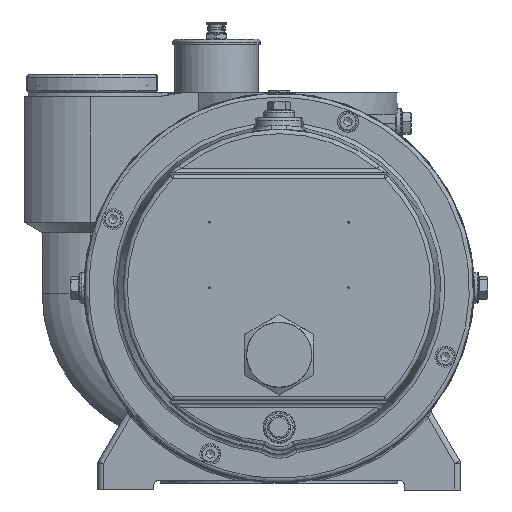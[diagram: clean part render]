
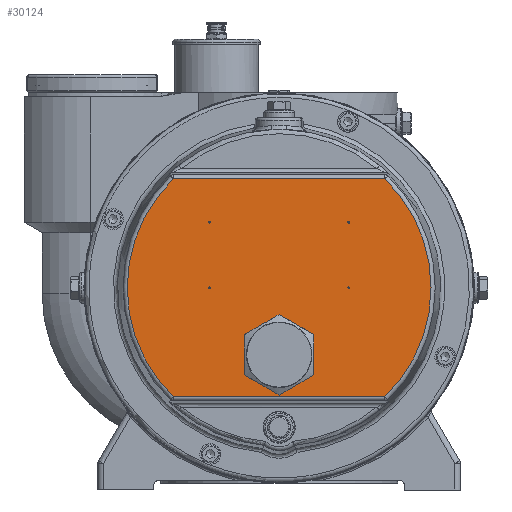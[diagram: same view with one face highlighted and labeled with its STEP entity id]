
A CAD part, front view. The second image highlights one B-rep face of the part: STEP entity #30124.
In plain terms, the highlighted planar face has unit normal (0, -1, 0).
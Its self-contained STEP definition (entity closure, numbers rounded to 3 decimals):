
#29293=CARTESIAN_POINT('',(0.,-264.,-24.));
#29294=VERTEX_POINT('',#29293);
#29295=CARTESIAN_POINT('',(0.,-264.,-48.));
#29296=DIRECTION('',(0.0,1.0,0.0));
#29297=DIRECTION('',(0.0,0.0,1.0));
#29298=AXIS2_PLACEMENT_3D('',#29295,#29296,#29297);
#29299=CIRCLE('',#29298,24.);
#29300=EDGE_CURVE('',#29294,#29294,#29299,.T.);
#29331=CARTESIAN_POINT('',(50.,-264.,47.7));
#29332=VERTEX_POINT('',#29331);
#29333=CARTESIAN_POINT('',(50.,-264.,47.));
#29334=DIRECTION('',(0.0,1.0,0.0));
#29335=DIRECTION('',(0.0,0.0,1.0));
#29336=AXIS2_PLACEMENT_3D('',#29333,#29334,#29335);
#29337=CIRCLE('',#29336,0.7);
#29338=EDGE_CURVE('',#29332,#29332,#29337,.T.);
#29410=CARTESIAN_POINT('',(-50.,-264.,0.7));
#29411=VERTEX_POINT('',#29410);
#29412=CARTESIAN_POINT('',(-50.,-264.,0.));
#29413=DIRECTION('',(0.0,1.0,0.0));
#29414=DIRECTION('',(0.0,0.0,1.0));
#29415=AXIS2_PLACEMENT_3D('',#29412,#29413,#29414);
#29416=CIRCLE('',#29415,0.7);
#29417=EDGE_CURVE('',#29411,#29411,#29416,.T.);
#29489=CARTESIAN_POINT('',(-50.,-264.,47.7));
#29490=VERTEX_POINT('',#29489);
#29491=CARTESIAN_POINT('',(-50.,-264.,47.));
#29492=DIRECTION('',(0.0,1.0,0.0));
#29493=DIRECTION('',(0.0,0.0,1.0));
#29494=AXIS2_PLACEMENT_3D('',#29491,#29492,#29493);
#29495=CIRCLE('',#29494,0.7);
#29496=EDGE_CURVE('',#29490,#29490,#29495,.T.);
#29568=CARTESIAN_POINT('',(50.,-264.,0.7));
#29569=VERTEX_POINT('',#29568);
#29570=CARTESIAN_POINT('',(50.,-264.,0.));
#29571=DIRECTION('',(0.0,1.0,0.0));
#29572=DIRECTION('',(0.0,0.0,1.0));
#29573=AXIS2_PLACEMENT_3D('',#29570,#29571,#29572);
#29574=CIRCLE('',#29573,0.7);
#29575=EDGE_CURVE('',#29569,#29569,#29574,.T.);
#30068=CARTESIAN_POINT('',(0.,-264.,-96.404));
#30069=DIRECTION('',(0.0,-1.0,0.0));
#30070=DIRECTION('',(1.0,0.0,0.0));
#30071=AXIS2_PLACEMENT_3D('',#30068,#30069,#30070);
#30072=PLANE('',#30071);
#30073=CARTESIAN_POINT('',(-75.924,-264.,78.153));
#30074=VERTEX_POINT('',#30073);
#30075=CARTESIAN_POINT('',(75.924,-264.,78.153));
#30076=VERTEX_POINT('',#30075);
#30077=CARTESIAN_POINT('',(-75.924,-264.,78.153));
#30078=DIRECTION('',(1.0,0.0,0.0));
#30079=VECTOR('',#30078,151.848);
#30080=LINE('',#30077,#30079);
#30081=EDGE_CURVE('',#30074,#30076,#30080,.T.);
#30082=ORIENTED_EDGE('',*,*,#30081,.F.);
#30083=CARTESIAN_POINT('',(-75.924,-264.,-78.153));
#30084=VERTEX_POINT('',#30083);
#30085=CARTESIAN_POINT('',(0.,-264.,0.));
#30086=DIRECTION('',(0.0,1.0,0.0));
#30087=DIRECTION('',(-1.0,0.0,0.0));
#30088=AXIS2_PLACEMENT_3D('',#30085,#30086,#30087);
#30089=CIRCLE('',#30088,108.96);
#30090=EDGE_CURVE('',#30084,#30074,#30089,.T.);
#30091=ORIENTED_EDGE('',*,*,#30090,.F.);
#30092=CARTESIAN_POINT('',(75.924,-264.,-78.153));
#30093=VERTEX_POINT('',#30092);
#30094=CARTESIAN_POINT('',(75.924,-264.,-78.153));
#30095=DIRECTION('',(-1.0,0.0,0.0));
#30096=VECTOR('',#30095,151.848);
#30097=LINE('',#30094,#30096);
#30098=EDGE_CURVE('',#30093,#30084,#30097,.T.);
#30099=ORIENTED_EDGE('',*,*,#30098,.F.);
#30100=CARTESIAN_POINT('',(0.,-264.,0.));
#30101=DIRECTION('',(0.0,1.0,0.0));
#30102=DIRECTION('',(1.0,0.0,0.0));
#30103=AXIS2_PLACEMENT_3D('',#30100,#30101,#30102);
#30104=CIRCLE('',#30103,108.96);
#30105=EDGE_CURVE('',#30076,#30093,#30104,.T.);
#30106=ORIENTED_EDGE('',*,*,#30105,.F.);
#30107=EDGE_LOOP('',(#30082,#30091,#30099,#30106));
#30108=FACE_OUTER_BOUND('',#30107,.T.);
#30109=ORIENTED_EDGE('',*,*,#29300,.T.);
#30110=EDGE_LOOP('',(#30109));
#30111=FACE_BOUND('',#30110,.T.);
#30112=ORIENTED_EDGE('',*,*,#29338,.T.);
#30113=EDGE_LOOP('',(#30112));
#30114=FACE_BOUND('',#30113,.T.);
#30115=ORIENTED_EDGE('',*,*,#29417,.T.);
#30116=EDGE_LOOP('',(#30115));
#30117=FACE_BOUND('',#30116,.T.);
#30118=ORIENTED_EDGE('',*,*,#29496,.T.);
#30119=EDGE_LOOP('',(#30118));
#30120=FACE_BOUND('',#30119,.T.);
#30121=ORIENTED_EDGE('',*,*,#29575,.T.);
#30122=EDGE_LOOP('',(#30121));
#30123=FACE_BOUND('',#30122,.T.);
#30124=ADVANCED_FACE('',(#30108,#30111,#30114,#30117,#30120,#30123),#30072,.T.);
